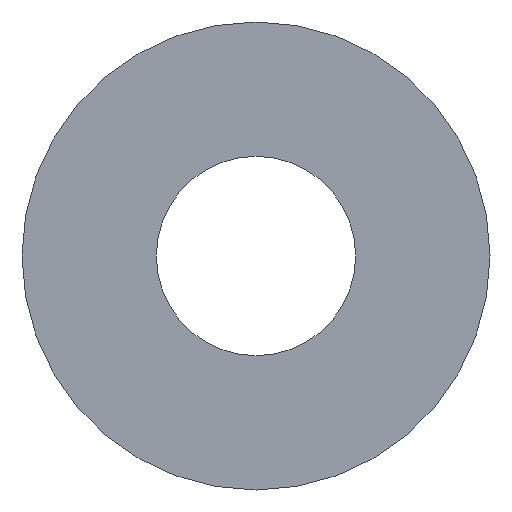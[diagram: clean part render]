
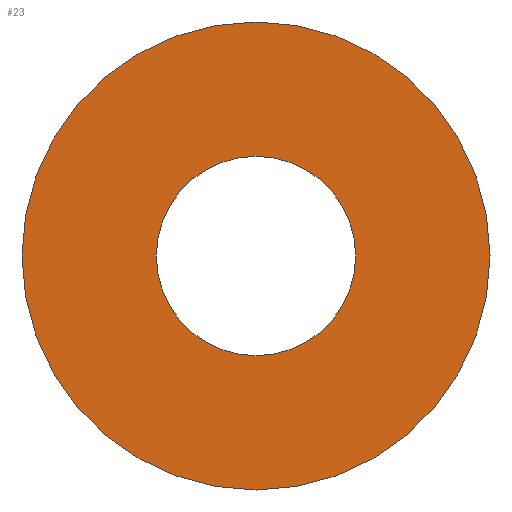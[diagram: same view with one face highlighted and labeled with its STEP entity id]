
A CAD part, front view. The second image highlights one B-rep face of the part: STEP entity #23.
In plain terms, the highlighted planar face has unit normal (0, -1, 0).
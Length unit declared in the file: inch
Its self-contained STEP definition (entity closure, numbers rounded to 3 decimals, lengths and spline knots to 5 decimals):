
#23 = ADVANCED_FACE ( 'NONE', ( #185, #193 ), #246, .F. ) ;
#29 = DIRECTION ( 'NONE',  ( 0., 1., 0. ) ) ;
#51 = AXIS2_PLACEMENT_3D ( 'NONE', #74, #73, #71 ) ;
#64 = AXIS2_PLACEMENT_3D ( 'NONE', #101, #98, #97 ) ;
#71 = DIRECTION ( 'NONE',  ( 0., 0., 1. ) ) ;
#73 = DIRECTION ( 'NONE',  ( 0., 1., 0. ) ) ;
#74 = CARTESIAN_POINT ( 'NONE',  ( 0., 0., 0. ) ) ;
#77 = AXIS2_PLACEMENT_3D ( 'NONE', #199, #159, #116 ) ;
#91 = AXIS2_PLACEMENT_3D ( 'NONE', #123, #121, #117 ) ;
#97 = DIRECTION ( 'NONE',  ( 0., 0., 1. ) ) ;
#98 = DIRECTION ( 'NONE',  ( 0., 1., 0. ) ) ;
#101 = CARTESIAN_POINT ( 'NONE',  ( 0., 0., 0. ) ) ;
#109 = AXIS2_PLACEMENT_3D ( 'NONE', #132, #29, #248 ) ;
#114 = VERTEX_POINT ( 'NONE', #181 ) ;
#116 = DIRECTION ( 'NONE',  ( 0., 0., 1. ) ) ;
#117 = DIRECTION ( 'NONE',  ( 0., 0., 1. ) ) ;
#119 = ORIENTED_EDGE ( 'NONE', *, *, #221, .F. ) ;
#120 = ORIENTED_EDGE ( 'NONE', *, *, #232, .T. ) ;
#121 = DIRECTION ( 'NONE',  ( 0., 1., 0. ) ) ;
#122 = ORIENTED_EDGE ( 'NONE', *, *, #178, .T. ) ;
#123 = CARTESIAN_POINT ( 'NONE',  ( 0., 0., 0. ) ) ;
#128 = ORIENTED_EDGE ( 'NONE', *, *, #211, .F. ) ;
#132 = CARTESIAN_POINT ( 'NONE',  ( 0., 0., 0. ) ) ;
#140 = VERTEX_POINT ( 'NONE', #158 ) ;
#143 = EDGE_LOOP ( 'NONE', ( #128, #119 ) ) ;
#144 = VERTEX_POINT ( 'NONE', #155 ) ;
#155 = CARTESIAN_POINT ( 'NONE',  ( 0., 0., -0.05325 ) ) ;
#158 = CARTESIAN_POINT ( 'NONE',  ( 0., 0., -0.125 ) ) ;
#159 = DIRECTION ( 'NONE',  ( 0., 1., 0. ) ) ;
#160 = CARTESIAN_POINT ( 'NONE',  ( 0., 0., 0.125 ) ) ;
#166 = VERTEX_POINT ( 'NONE', #160 ) ;
#178 = EDGE_CURVE ( 'NONE', #144, #114, #229, .T. ) ;
#181 = CARTESIAN_POINT ( 'NONE',  ( 0., 0., 0.05325 ) ) ;
#185 = FACE_BOUND ( 'NONE', #190, .T. ) ;
#190 = EDGE_LOOP ( 'NONE', ( #120, #122 ) ) ;
#193 = FACE_OUTER_BOUND ( 'NONE', #143, .T. ) ;
#199 = CARTESIAN_POINT ( 'NONE',  ( 0., 0., 0. ) ) ;
#211 = EDGE_CURVE ( 'NONE', #140, #166, #234, .T. ) ;
#221 = EDGE_CURVE ( 'NONE', #166, #140, #237, .T. ) ;
#229 = CIRCLE ( 'NONE', #91, 0.05325 ) ;
#232 = EDGE_CURVE ( 'NONE', #114, #144, #250, .T. ) ;
#234 = CIRCLE ( 'NONE', #77, 0.125 ) ;
#237 = CIRCLE ( 'NONE', #64, 0.125 ) ;
#246 = PLANE ( 'NONE',  #109 ) ;
#248 = DIRECTION ( 'NONE',  ( 0., 0., 1. ) ) ;
#250 = CIRCLE ( 'NONE', #51, 0.05325 ) ;
